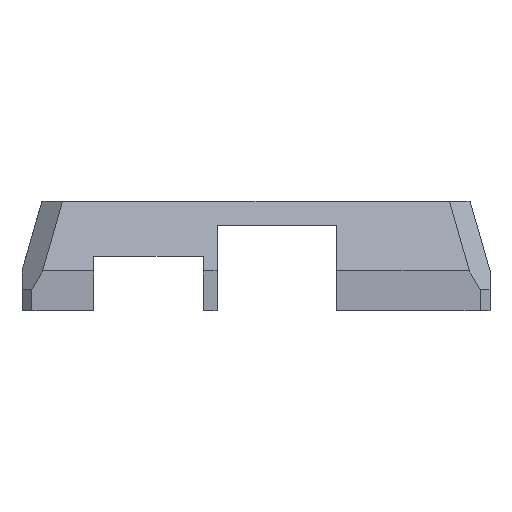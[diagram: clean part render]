
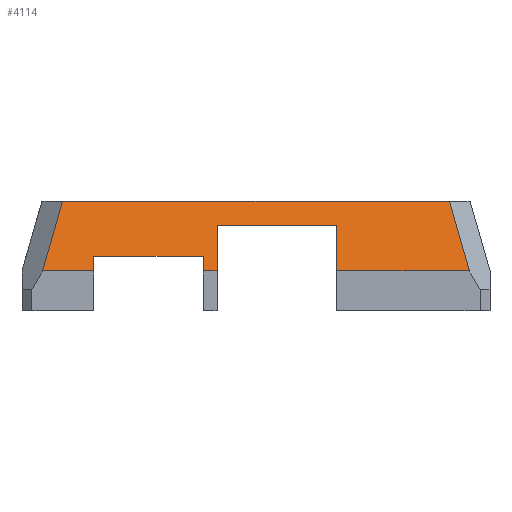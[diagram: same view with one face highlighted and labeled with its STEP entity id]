
A CAD part, front view. The second image highlights one B-rep face of the part: STEP entity #4114.
In plain terms, the highlighted planar face has unit normal (0, -0.962, 0.275).
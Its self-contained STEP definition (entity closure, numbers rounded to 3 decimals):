
#20 = VECTOR ( 'NONE', #4021, 1000. ) ;
#89 = LINE ( 'NONE', #2344, #5921 ) ;
#106 = EDGE_CURVE ( 'NONE', #5786, #4212, #2470, .T. ) ;
#258 = DIRECTION ( 'NONE',  ( 0., -0.962, 0.275 ) ) ;
#276 = DIRECTION ( 'NONE',  ( -0.265, -0.265, -0.927 ) ) ;
#345 = ORIENTED_EDGE ( 'NONE', *, *, #6159, .T. ) ;
#375 = CARTESIAN_POINT ( 'NONE',  ( 18.063, -20.637, 22.371 ) ) ;
#393 = ORIENTED_EDGE ( 'NONE', *, *, #1082, .T. ) ;
#412 = ORIENTED_EDGE ( 'NONE', *, *, #1763, .F. ) ;
#423 = CARTESIAN_POINT ( 'NONE',  ( 21.426, -24., 10.6 ) ) ;
#442 = LINE ( 'NONE', #6448, #5456 ) ;
#679 = ORIENTED_EDGE ( 'NONE', *, *, #1237, .F. ) ;
#804 = DIRECTION ( 'NONE',  ( -1., 0., 0. ) ) ;
#846 = VERTEX_POINT ( 'NONE', #3426 ) ;
#1082 = EDGE_CURVE ( 'NONE', #6524, #4285, #4730, .T. ) ;
#1134 = LINE ( 'NONE', #5030, #2543 ) ;
#1237 = EDGE_CURVE ( 'NONE', #4399, #1253, #1134, .T. ) ;
#1253 = VERTEX_POINT ( 'NONE', #6712 ) ;
#1395 = CARTESIAN_POINT ( 'NONE',  ( -22.5, -24., 10.6 ) ) ;
#1441 = DIRECTION ( 'NONE',  ( -1., 0., 0. ) ) ;
#1502 = VERTEX_POINT ( 'NONE', #5944 ) ;
#1569 = ORIENTED_EDGE ( 'NONE', *, *, #4509, .F. ) ;
#1595 = CARTESIAN_POINT ( 'NONE',  ( 8.1, -24., 10.6 ) ) ;
#1731 = VECTOR ( 'NONE', #3955, 1000. ) ;
#1763 = EDGE_CURVE ( 'NONE', #1253, #4710, #3564, .T. ) ;
#1778 = CARTESIAN_POINT ( 'NONE',  ( -19.426, -22., 17.6 ) ) ;
#1780 = EDGE_CURVE ( 'NONE', #4845, #1502, #2087, .T. ) ;
#1859 = CARTESIAN_POINT ( 'NONE',  ( -3.9, -22., 17.6 ) ) ;
#1995 = FACE_OUTER_BOUND ( 'NONE', #3460, .T. ) ;
#2003 = ORIENTED_EDGE ( 'NONE', *, *, #6141, .T. ) ;
#2050 = ORIENTED_EDGE ( 'NONE', *, *, #1780, .F. ) ;
#2087 = LINE ( 'NONE', #2522, #2891 ) ;
#2104 = EDGE_CURVE ( 'NONE', #4845, #4710, #6860, .T. ) ;
#2344 = CARTESIAN_POINT ( 'NONE',  ( 0., -23.571, 12.1 ) ) ;
#2351 = DIRECTION ( 'NONE',  ( 0., -0.275, -0.962 ) ) ;
#2470 = LINE ( 'NONE', #1395, #1731 ) ;
#2522 = CARTESIAN_POINT ( 'NONE',  ( 22.5, -22., 17.6 ) ) ;
#2543 = VECTOR ( 'NONE', #2351, 1000. ) ;
#2563 = LINE ( 'NONE', #1859, #20 ) ;
#2575 = DIRECTION ( 'NONE',  ( -0.265, 0.265, 0.927 ) ) ;
#2830 = DIRECTION ( 'NONE',  ( 0., -0.275, -0.962 ) ) ;
#2891 = VECTOR ( 'NONE', #4783, 1000. ) ;
#3005 = EDGE_CURVE ( 'NONE', #6524, #846, #2563, .T. ) ;
#3029 = CARTESIAN_POINT ( 'NONE',  ( -3.9, -22.686, 15.2 ) ) ;
#3048 = VECTOR ( 'NONE', #1441, 1000. ) ;
#3203 = ORIENTED_EDGE ( 'NONE', *, *, #5010, .T. ) ;
#3204 = VECTOR ( 'NONE', #5842, 1000. ) ;
#3272 = DIRECTION ( 'NONE',  ( 0., -0.275, -0.962 ) ) ;
#3309 = VERTEX_POINT ( 'NONE', #6185 ) ;
#3426 = CARTESIAN_POINT ( 'NONE',  ( -3.9, -24., 10.6 ) ) ;
#3460 = EDGE_LOOP ( 'NONE', ( #4903, #3203, #1569, #6269, #393, #345, #4418, #2003, #2050, #5122, #412, #679 ) ) ;
#3564 = LINE ( 'NONE', #5763, #5946 ) ;
#3639 = CARTESIAN_POINT ( 'NONE',  ( 0., -22.686, 15.2 ) ) ;
#3955 = DIRECTION ( 'NONE',  ( -1., 0., 0. ) ) ;
#3980 = VECTOR ( 'NONE', #2830, 1000. ) ;
#4021 = DIRECTION ( 'NONE',  ( 0., -0.275, -0.962 ) ) ;
#4114 = ADVANCED_FACE ( 'NONE', ( #1995 ), #5272, .T. ) ;
#4212 = VERTEX_POINT ( 'NONE', #1595 ) ;
#4215 = CARTESIAN_POINT ( 'NONE',  ( -18.063, -20.637, 22.371 ) ) ;
#4285 = VERTEX_POINT ( 'NONE', #4836 ) ;
#4321 = CARTESIAN_POINT ( 'NONE',  ( 8.1, -22., 17.6 ) ) ;
#4395 = LINE ( 'NONE', #4321, #3980 ) ;
#4399 = VERTEX_POINT ( 'NONE', #6572 ) ;
#4418 = ORIENTED_EDGE ( 'NONE', *, *, #106, .F. ) ;
#4499 = VERTEX_POINT ( 'NONE', #6736 ) ;
#4509 = EDGE_CURVE ( 'NONE', #846, #3309, #6839, .T. ) ;
#4710 = VERTEX_POINT ( 'NONE', #4896 ) ;
#4730 = LINE ( 'NONE', #3639, #3204 ) ;
#4783 = DIRECTION ( 'NONE',  ( 1., 0., 0. ) ) ;
#4836 = CARTESIAN_POINT ( 'NONE',  ( 8.1, -22.686, 15.2 ) ) ;
#4845 = VERTEX_POINT ( 'NONE', #1778 ) ;
#4896 = CARTESIAN_POINT ( 'NONE',  ( -21.426, -24., 10.6 ) ) ;
#4903 = ORIENTED_EDGE ( 'NONE', *, *, #6838, .T. ) ;
#5010 = EDGE_CURVE ( 'NONE', #4499, #3309, #442, .T. ) ;
#5030 = CARTESIAN_POINT ( 'NONE',  ( -16.3, -22., 17.6 ) ) ;
#5122 = ORIENTED_EDGE ( 'NONE', *, *, #2104, .T. ) ;
#5272 = PLANE ( 'NONE',  #6780 ) ;
#5284 = LINE ( 'NONE', #375, #5913 ) ;
#5456 = VECTOR ( 'NONE', #3272, 1000. ) ;
#5703 = CARTESIAN_POINT ( 'NONE',  ( 0., -22., 17.6 ) ) ;
#5763 = CARTESIAN_POINT ( 'NONE',  ( -22.5, -24., 10.6 ) ) ;
#5767 = CARTESIAN_POINT ( 'NONE',  ( -22.5, -24., 10.6 ) ) ;
#5786 = VERTEX_POINT ( 'NONE', #423 ) ;
#5830 = DIRECTION ( 'NONE',  ( -1., 0., 0. ) ) ;
#5834 = VECTOR ( 'NONE', #276, 1000. ) ;
#5842 = DIRECTION ( 'NONE',  ( 1., 0., 0. ) ) ;
#5913 = VECTOR ( 'NONE', #2575, 1000. ) ;
#5921 = VECTOR ( 'NONE', #6191, 1000. ) ;
#5944 = CARTESIAN_POINT ( 'NONE',  ( 19.426, -22., 17.6 ) ) ;
#5946 = VECTOR ( 'NONE', #5830, 1000. ) ;
#6141 = EDGE_CURVE ( 'NONE', #5786, #1502, #5284, .T. ) ;
#6159 = EDGE_CURVE ( 'NONE', #4285, #4212, #4395, .T. ) ;
#6185 = CARTESIAN_POINT ( 'NONE',  ( -5.3, -24., 10.6 ) ) ;
#6191 = DIRECTION ( 'NONE',  ( 1., 0., 0. ) ) ;
#6269 = ORIENTED_EDGE ( 'NONE', *, *, #3005, .F. ) ;
#6448 = CARTESIAN_POINT ( 'NONE',  ( -5.3, -22., 17.6 ) ) ;
#6524 = VERTEX_POINT ( 'NONE', #3029 ) ;
#6572 = CARTESIAN_POINT ( 'NONE',  ( -16.3, -23.571, 12.1 ) ) ;
#6712 = CARTESIAN_POINT ( 'NONE',  ( -16.3, -24., 10.6 ) ) ;
#6736 = CARTESIAN_POINT ( 'NONE',  ( -5.3, -23.571, 12.1 ) ) ;
#6780 = AXIS2_PLACEMENT_3D ( 'NONE', #5703, #258, #804 ) ;
#6838 = EDGE_CURVE ( 'NONE', #4399, #4499, #89, .T. ) ;
#6839 = LINE ( 'NONE', #5767, #3048 ) ;
#6860 = LINE ( 'NONE', #4215, #5834 ) ;
